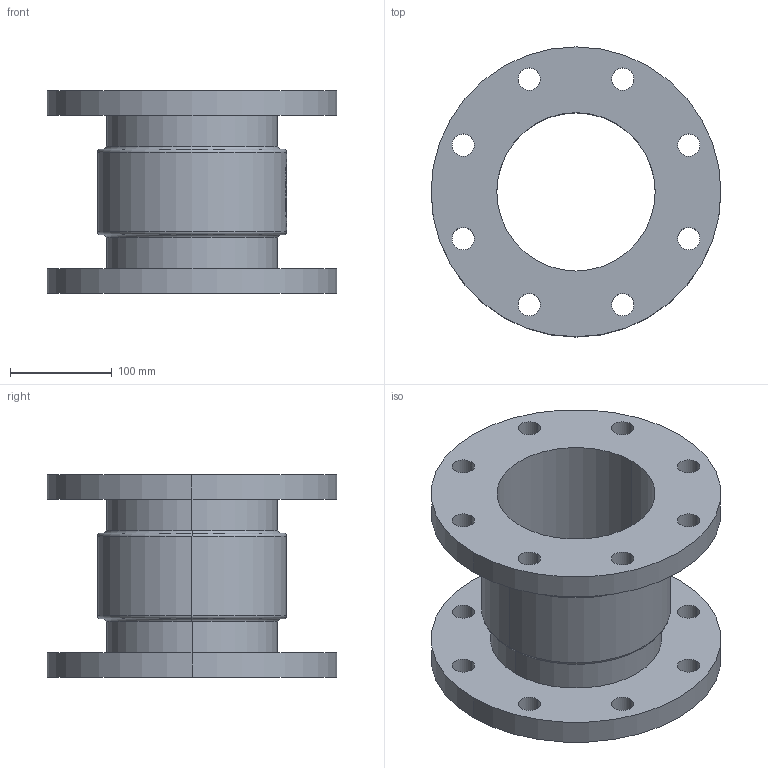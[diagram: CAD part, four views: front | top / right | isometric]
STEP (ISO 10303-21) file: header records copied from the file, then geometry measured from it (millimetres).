
FILE_DESCRIPTION (( 'STEP AP214' ), '1' );
FILE_NAME ('7120000_DN150_PN16_51420270.STEP', '2022-02-18T10:33:52', ( 'axxx' ), ( 'Hewlett-Packard Company' ), 'SwSTEP 2.0', 'SolidWorks 2019', '' );
FILE_SCHEMA (( 'AUTOMOTIVE_DESIGN' ));
Length unit declared in the file: millimetre
Products named in the file (1): 7120000_DN150_PN16_51420270
Bounding box: 285 x 285 x 199 mm (x, y, z)
Volume: 2896567.5 mm3; surface area: 421917.2 mm2
Topology: 1 solids, 1 shells, 538 faces, 1453 edges, 966 vertices
Faces by surface type: plane 249, bspline 208, cylinder 73, torus 8
Entity records: 29143 total; most frequent: CARTESIAN_POINT 16983, ORIENTED_EDGE 2906, DIRECTION 1796, EDGE_CURVE 1453, VERTEX_POINT 966, VECTOR 774, LINE 774, EDGE_LOOP 621
